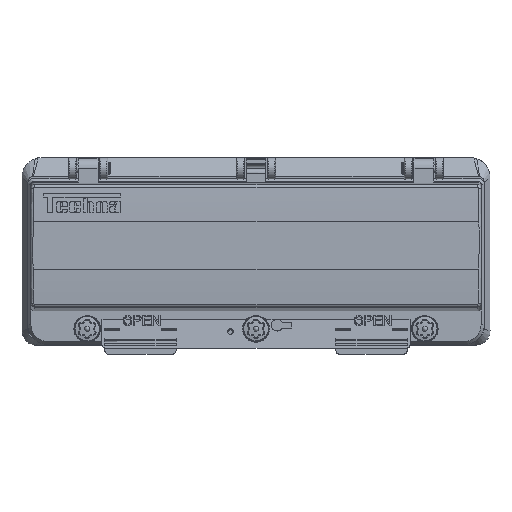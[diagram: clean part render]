
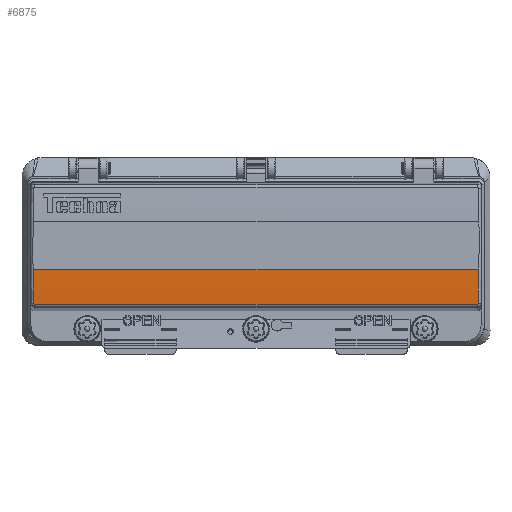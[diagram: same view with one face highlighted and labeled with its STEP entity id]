
A CAD part, front view. The second image highlights one B-rep face of the part: STEP entity #6875.
In plain terms, the highlighted cylindrical face has radius 405.06 mm (diameter 810.12 mm), a partial arc.
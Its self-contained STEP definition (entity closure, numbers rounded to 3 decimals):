
#817 = CARTESIAN_POINT ( 'NONE',  ( 29.499, 112.438, -12.107 ) ) ;
#958 = ORIENTED_EDGE ( 'NONE', *, *, #52885, .T. ) ;
#1112 = CARTESIAN_POINT ( 'NONE',  ( 29.694, 112.251, -12.093 ) ) ;
#1833 = AXIS2_PLACEMENT_3D ( 'NONE', #18549, #57556, #48203 ) ;
#2853 = LINE ( 'NONE', #26877, #38507 ) ;
#3588 = B_SPLINE_CURVE_WITH_KNOTS ( 'NONE', 3,
 ( #19549, #20155, #57633, #14864, #52931, #24533, #817, #19862, #43895, #38896, #15170, #53247, #34500, #39203, #1112, #49491, #16097, #34807, #53853 ),
 .UNSPECIFIED., .F., .F.,
 ( 4, 2, 2, 1, 1, 2, 2, 1, 2, 2, 4 ),
 ( 0., 0.125, 0.25, 0.375, 0.438, 0.469, 0.5, 0.625, 0.688, 0.75, 1. ),
 .UNSPECIFIED. ) ;
#4401 = DIRECTION ( 'NONE',  ( 0., -1., 0. ) ) ;
#5985 = CARTESIAN_POINT ( 'NONE',  ( 29.763, -112., -12.087 ) ) ;
#6875 = ADVANCED_FACE ( 'NONE', ( #9950 ), #32727, .T. ) ;
#7764 = CARTESIAN_POINT ( 'NONE',  ( 29.763, -112.062, -12.087 ) ) ;
#8091 = VECTOR ( 'NONE', #4401, 1000. ) ;
#9950 = FACE_OUTER_BOUND ( 'NONE', #31235, .T. ) ;
#11841 = CARTESIAN_POINT ( 'NONE',  ( 29.326, -112.5, -12.119 ) ) ;
#12145 = CARTESIAN_POINT ( 'NONE',  ( 29.49, -112.442, -12.107 ) ) ;
#12240 = VERTEX_POINT ( 'NONE', #27637 ) ;
#13350 = CARTESIAN_POINT ( 'NONE',  ( 12.09, 112.5, -13. ) ) ;
#14080 = LINE ( 'NONE', #15312, #8091 ) ;
#14627 = CARTESIAN_POINT ( 'NONE',  ( 0.043, -114., 391.881 ) ) ;
#14691 = CARTESIAN_POINT ( 'NONE',  ( 29.247, 112.5, -12.125 ) ) ;
#14864 = CARTESIAN_POINT ( 'NONE',  ( 29.372, 112.486, -12.116 ) ) ;
#15170 = CARTESIAN_POINT ( 'NONE',  ( 29.576, 112.385, -12.101 ) ) ;
#15312 = CARTESIAN_POINT ( 'NONE',  ( 12.09, -114., -13. ) ) ;
#16097 = CARTESIAN_POINT ( 'NONE',  ( 29.745, 112.153, -12.089 ) ) ;
#17440 = CARTESIAN_POINT ( 'NONE',  ( 29.503, -112.434, -12.106 ) ) ;
#18549 = CARTESIAN_POINT ( 'NONE',  ( 0.043, -112.5, 391.881 ) ) ;
#19075 = EDGE_CURVE ( 'NONE', #37909, #45755, #3588, .T. ) ;
#19187 = CARTESIAN_POINT ( 'NONE',  ( 0.043, 112.5, 391.881 ) ) ;
#19304 = DIRECTION ( 'NONE',  ( 0., 1., 0. ) ) ;
#19549 = CARTESIAN_POINT ( 'NONE',  ( 29.247, 112.5, -12.125 ) ) ;
#19862 = CARTESIAN_POINT ( 'NONE',  ( 29.542, 112.411, -12.104 ) ) ;
#20155 = CARTESIAN_POINT ( 'NONE',  ( 29.279, 112.5, -12.123 ) ) ;
#24533 = CARTESIAN_POINT ( 'NONE',  ( 29.46, 112.457, -12.11 ) ) ;
#24780 = CARTESIAN_POINT ( 'NONE',  ( 29.763, 112., -12.087 ) ) ;
#25523 = AXIS2_PLACEMENT_3D ( 'NONE', #14627, #19304, #33640 ) ;
#26123 = VERTEX_POINT ( 'NONE', #5985 ) ;
#26484 = CARTESIAN_POINT ( 'NONE',  ( 29.576, -112.388, -12.101 ) ) ;
#26877 = CARTESIAN_POINT ( 'NONE',  ( 29.763, -114., -12.087 ) ) ;
#27371 = ORIENTED_EDGE ( 'NONE', *, *, #32777, .F. ) ;
#27637 = CARTESIAN_POINT ( 'NONE',  ( 12.09, -112.5, -13. ) ) ;
#31235 = EDGE_LOOP ( 'NONE', ( #54120, #56116, #52326, #958, #45695, #27371 ) ) ;
#31775 = CARTESIAN_POINT ( 'NONE',  ( 29.675, -112.28, -12.094 ) ) ;
#32727 = CYLINDRICAL_SURFACE ( 'NONE', #25523, 405.06 ) ;
#32777 = EDGE_CURVE ( 'NONE', #12240, #45903, #41735, .T. ) ;
#33228 = DIRECTION ( 'NONE',  ( 0., 1., 0. ) ) ;
#33640 = DIRECTION ( 'NONE',  ( 0., 0., 1. ) ) ;
#34500 = CARTESIAN_POINT ( 'NONE',  ( 29.645, 112.322, -12.096 ) ) ;
#34807 = CARTESIAN_POINT ( 'NONE',  ( 29.763, 112.079, -12.087 ) ) ;
#35847 = CARTESIAN_POINT ( 'NONE',  ( 29.747, -112.15, -12.089 ) ) ;
#36251 = EDGE_CURVE ( 'NONE', #37909, #44189, #49490, .T. ) ;
#37551 = AXIS2_PLACEMENT_3D ( 'NONE', #19187, #33228, #38549 ) ;
#37909 = VERTEX_POINT ( 'NONE', #14691 ) ;
#38507 = VECTOR ( 'NONE', #40930, 1000. ) ;
#38549 = DIRECTION ( 'NONE',  ( 0.077, 0., -0.997 ) ) ;
#38896 = CARTESIAN_POINT ( 'NONE',  ( 29.571, 112.389, -12.101 ) ) ;
#39203 = CARTESIAN_POINT ( 'NONE',  ( 29.675, 112.28, -12.094 ) ) ;
#40227 = CARTESIAN_POINT ( 'NONE',  ( 29.247, -112.5, -12.125 ) ) ;
#40716 = EDGE_CURVE ( 'NONE', #26123, #45903, #42592, .T. ) ;
#40930 = DIRECTION ( 'NONE',  ( 0., -1., 0. ) ) ;
#41147 = CARTESIAN_POINT ( 'NONE',  ( 29.648, -112.316, -12.096 ) ) ;
#41735 = CIRCLE ( 'NONE', #1833, 405.06 ) ;
#42592 = B_SPLINE_CURVE_WITH_KNOTS ( 'NONE', 3,
 ( #45220, #7764, #35847, #55520, #31775, #50825, #41147, #54890, #26484, #49894, #17440, #12145, #45538, #11841, #40227 ),
 .UNSPECIFIED., .F., .F.,
 ( 4, 1, 1, 2, 2, 1, 2, 2, 4 ),
 ( 0., 0.25, 0.375, 0.437, 0.5, 0.625, 0.687, 0.75, 1. ),
 .UNSPECIFIED. ) ;
#43895 = CARTESIAN_POINT ( 'NONE',  ( 29.56, 112.398, -12.102 ) ) ;
#44189 = VERTEX_POINT ( 'NONE', #13350 ) ;
#45220 = CARTESIAN_POINT ( 'NONE',  ( 29.763, -112., -12.087 ) ) ;
#45538 = CARTESIAN_POINT ( 'NONE',  ( 29.401, -112.483, -12.114 ) ) ;
#45695 = ORIENTED_EDGE ( 'NONE', *, *, #40716, .T. ) ;
#45755 = VERTEX_POINT ( 'NONE', #24780 ) ;
#45903 = VERTEX_POINT ( 'NONE', #59412 ) ;
#48203 = DIRECTION ( 'NONE',  ( -0.289, 0., -0.957 ) ) ;
#49490 = CIRCLE ( 'NONE', #37551, 405.06 ) ;
#49491 = CARTESIAN_POINT ( 'NONE',  ( 29.701, 112.238, -12.092 ) ) ;
#49894 = CARTESIAN_POINT ( 'NONE',  ( 29.533, -112.417, -12.104 ) ) ;
#50825 = CARTESIAN_POINT ( 'NONE',  ( 29.657, -112.305, -12.095 ) ) ;
#52326 = ORIENTED_EDGE ( 'NONE', *, *, #19075, .T. ) ;
#52885 = EDGE_CURVE ( 'NONE', #45755, #26123, #2853, .T. ) ;
#52931 = CARTESIAN_POINT ( 'NONE',  ( 29.404, 112.477, -12.114 ) ) ;
#53247 = CARTESIAN_POINT ( 'NONE',  ( 29.609, 112.358, -12.099 ) ) ;
#53853 = CARTESIAN_POINT ( 'NONE',  ( 29.763, 112., -12.087 ) ) ;
#54120 = ORIENTED_EDGE ( 'NONE', *, *, #57471, .F. ) ;
#54890 = CARTESIAN_POINT ( 'NONE',  ( 29.614, -112.354, -12.098 ) ) ;
#55520 = CARTESIAN_POINT ( 'NONE',  ( 29.701, -112.243, -12.092 ) ) ;
#56116 = ORIENTED_EDGE ( 'NONE', *, *, #36251, .F. ) ;
#57471 = EDGE_CURVE ( 'NONE', #44189, #12240, #14080, .T. ) ;
#57556 = DIRECTION ( 'NONE',  ( 0., -1., 0. ) ) ;
#57633 = CARTESIAN_POINT ( 'NONE',  ( 29.31, 112.497, -12.12 ) ) ;
#59412 = CARTESIAN_POINT ( 'NONE',  ( 29.247, -112.5, -12.125 ) ) ;
